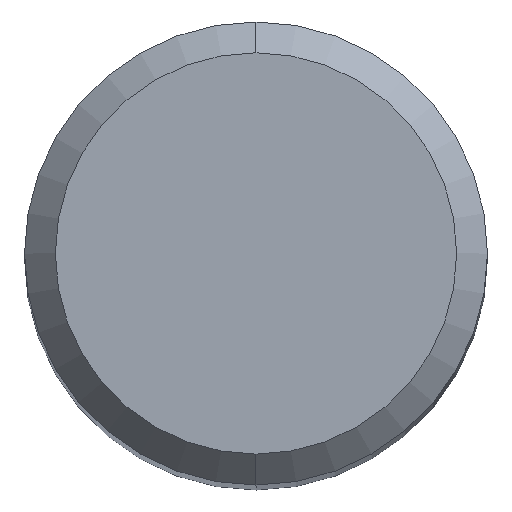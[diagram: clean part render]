
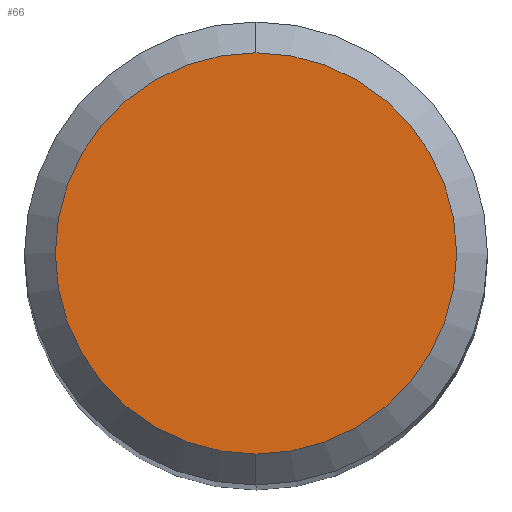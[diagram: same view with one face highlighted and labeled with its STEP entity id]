
A CAD part, top view. The second image highlights one B-rep face of the part: STEP entity #66.
In plain terms, the highlighted planar face has unit normal (0, 0, 1).
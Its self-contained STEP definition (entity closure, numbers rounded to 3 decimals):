
#66=ADVANCED_FACE('',(#148),#149,.T.);
#148=FACE_OUTER_BOUND('',#246,.T.);
#149=PLANE('',#247);
#246=EDGE_LOOP('',(#357,#358));
#247=AXIS2_PLACEMENT_3D('',#359,#360,#361);
#357=ORIENTED_EDGE('',*,*,#528,.F.);
#358=ORIENTED_EDGE('',*,*,#531,.F.);
#359=CARTESIAN_POINT('',(0.,1.3,37.301));
#360=DIRECTION('',(0.,0.0,1.0));
#361=DIRECTION('',(0.0,-1.0,0.0));
#528=EDGE_CURVE('',#628,#630,#631,.T.);
#531=EDGE_CURVE('',#630,#628,#634,.T.);
#628=VERTEX_POINT('',#728);
#630=VERTEX_POINT('',#731);
#631=CIRCLE('',#732,2.6);
#634=CIRCLE('',#736,2.6);
#728=CARTESIAN_POINT('',(0.,2.6,37.301));
#731=CARTESIAN_POINT('',(0.,-2.6,37.301));
#732=AXIS2_PLACEMENT_3D('',#830,#831,#832);
#736=AXIS2_PLACEMENT_3D('',#834,#835,#836);
#830=CARTESIAN_POINT('',(0.,0.0,37.301));
#831=DIRECTION('',(0.,0.0,-1.0));
#832=DIRECTION('',(0.0,1.0,0.0));
#834=CARTESIAN_POINT('',(0.,0.0,37.301));
#835=DIRECTION('',(0.,0.0,-1.0));
#836=DIRECTION('',(0.0,1.0,0.0));
